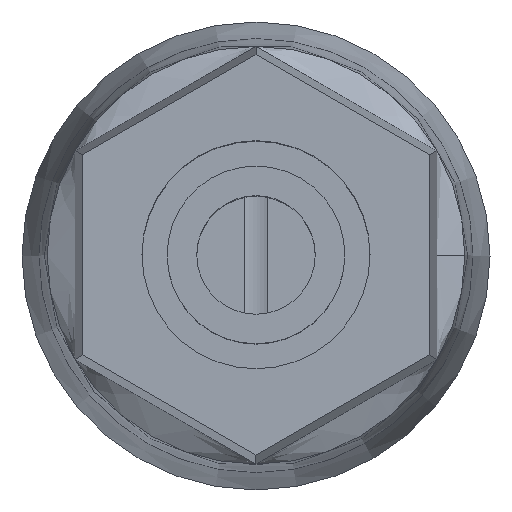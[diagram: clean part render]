
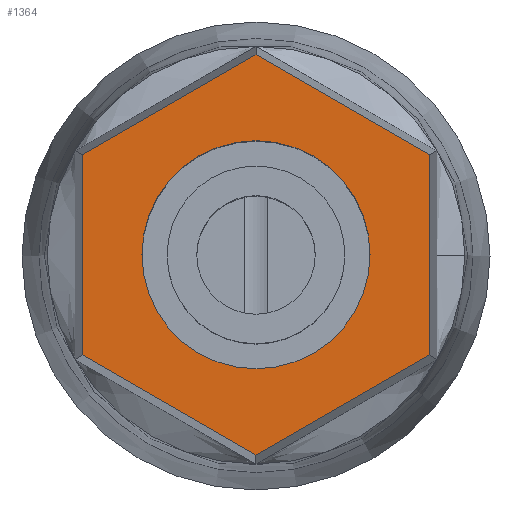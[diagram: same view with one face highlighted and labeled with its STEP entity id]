
A CAD part, top view. The second image highlights one B-rep face of the part: STEP entity #1364.
In plain terms, the highlighted planar face has unit normal (0, 0, 1).
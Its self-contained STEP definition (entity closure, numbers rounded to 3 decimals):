
#1207 = VERTEX_POINT('',#1208);
#1208 = CARTESIAN_POINT('',(5.85,3.377,16.2));
#1213 = EDGE_CURVE('',#1214,#1207,#1216,.T.);
#1214 = VERTEX_POINT('',#1215);
#1215 = CARTESIAN_POINT('',(5.85,-3.377,16.2));
#1216 = LINE('',#1217,#1218);
#1217 = CARTESIAN_POINT('',(5.85,-3.377,16.2));
#1218 = VECTOR('',#1219,1.);
#1219 = DIRECTION('',(0.,1.,0.));
#1236 = VERTEX_POINT('',#1237);
#1237 = CARTESIAN_POINT('',(0.,6.755,16.2));
#1242 = EDGE_CURVE('',#1207,#1236,#1243,.T.);
#1243 = LINE('',#1244,#1245);
#1244 = CARTESIAN_POINT('',(5.85,3.377,16.2));
#1245 = VECTOR('',#1246,1.);
#1246 = DIRECTION('',(-0.866,0.5,0.));
#1259 = VERTEX_POINT('',#1260);
#1260 = CARTESIAN_POINT('',(-5.85,3.377,16.2));
#1265 = EDGE_CURVE('',#1236,#1259,#1266,.T.);
#1266 = LINE('',#1267,#1268);
#1267 = CARTESIAN_POINT('',(0.,6.755,16.2));
#1268 = VECTOR('',#1269,1.);
#1269 = DIRECTION('',(-0.866,-0.5,0.));
#1282 = VERTEX_POINT('',#1283);
#1283 = CARTESIAN_POINT('',(-5.85,-3.377,16.2));
#1288 = EDGE_CURVE('',#1259,#1282,#1289,.T.);
#1289 = LINE('',#1290,#1291);
#1290 = CARTESIAN_POINT('',(-5.85,3.377,16.2));
#1291 = VECTOR('',#1292,1.);
#1292 = DIRECTION('',(0.,-1.,0.));
#1305 = VERTEX_POINT('',#1306);
#1306 = CARTESIAN_POINT('',(0.,-6.755,16.2));
#1311 = EDGE_CURVE('',#1282,#1305,#1312,.T.);
#1312 = LINE('',#1313,#1314);
#1313 = CARTESIAN_POINT('',(-5.85,-3.377,16.2));
#1314 = VECTOR('',#1315,1.);
#1315 = DIRECTION('',(0.866,-0.5,0.));
#1328 = EDGE_CURVE('',#1305,#1214,#1329,.T.);
#1329 = LINE('',#1330,#1331);
#1330 = CARTESIAN_POINT('',(0.,-6.755,16.2));
#1331 = VECTOR('',#1332,1.);
#1332 = DIRECTION('',(0.866,0.5,0.));
#1344 = VERTEX_POINT('',#1345);
#1345 = CARTESIAN_POINT('',(3.85,0.,16.2));
#1353 = EDGE_CURVE('',#1344,#1344,#1354,.T.);
#1354 = CIRCLE('',#1355,3.85);
#1355 = AXIS2_PLACEMENT_3D('',#1356,#1357,#1358);
#1356 = CARTESIAN_POINT('',(0.,0.,16.2));
#1357 = DIRECTION('',(0.,0.,1.));
#1358 = DIRECTION('',(1.,0.,0.));
#1364 = ADVANCED_FACE('',(#1365,#1373),#1376,.T.);
#1365 = FACE_BOUND('',#1366,.T.);
#1366 = EDGE_LOOP('',(#1367,#1368,#1369,#1370,#1371,#1372));
#1367 = ORIENTED_EDGE('',*,*,#1265,.T.);
#1368 = ORIENTED_EDGE('',*,*,#1288,.T.);
#1369 = ORIENTED_EDGE('',*,*,#1311,.T.);
#1370 = ORIENTED_EDGE('',*,*,#1328,.T.);
#1371 = ORIENTED_EDGE('',*,*,#1213,.T.);
#1372 = ORIENTED_EDGE('',*,*,#1242,.T.);
#1373 = FACE_BOUND('',#1374,.T.);
#1374 = EDGE_LOOP('',(#1375));
#1375 = ORIENTED_EDGE('',*,*,#1353,.F.);
#1376 = PLANE('',#1377);
#1377 = AXIS2_PLACEMENT_3D('',#1378,#1379,#1380);
#1378 = CARTESIAN_POINT('',(0.,0.,16.2)
  );
#1379 = DIRECTION('',(0.,0.,1.));
#1380 = DIRECTION('',(0.,1.,0.));
